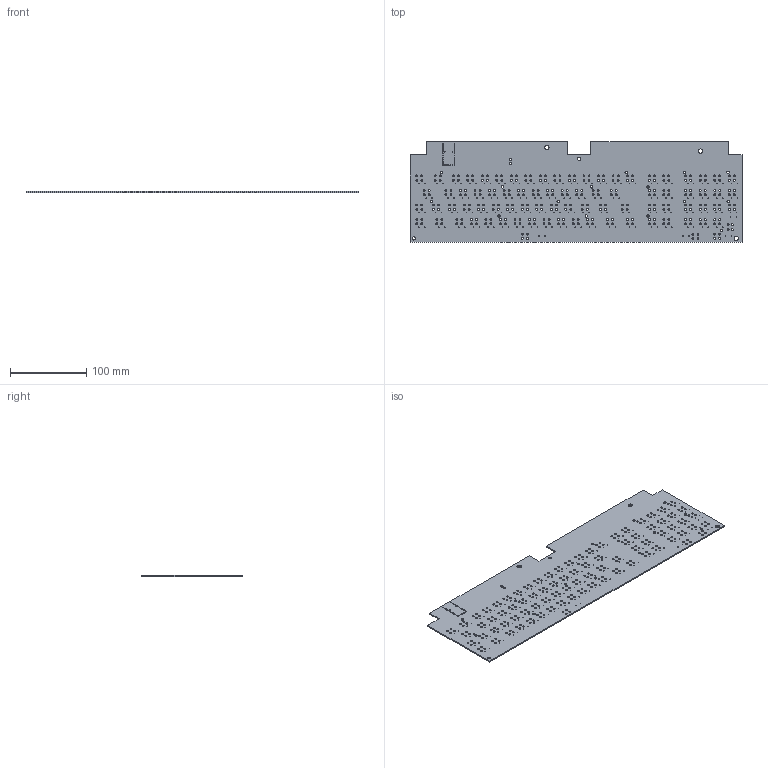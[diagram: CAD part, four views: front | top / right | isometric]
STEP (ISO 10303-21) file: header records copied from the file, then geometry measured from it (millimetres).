
FILE_DESCRIPTION(('KiCad electronic assembly'),'2;1');
FILE_NAME('pcb.step','2021-03-28T20:30:59',('An Author'),('A Company'), 'Open CASCADE STEP processor 7.5','KiCad to STEP converter','Unknown' );
FILE_SCHEMA(('AUTOMOTIVE_DESIGN { 1 0 10303 214 1 1 1 1 }'));
Length unit declared in the file: millimetre
Products named in the file (2): Open CASCADE STEP translator 7.5 1; COMPOUND
Assembly tree (1 placements, depth 2):
  Open CASCADE STEP translator 7.5 1
    COMPOUND
Bounding box: 434.16 x 132.02 x 1.6 mm (x, y, z)
Volume: 86601.6 mm3; surface area: 115449.8 mm2
Topology: 1 solids, 1 shells, 565 faces, 1689 edges, 1126 vertices
Faces by surface type: cylinder 551, plane 14
Full cylindrical faces by diameter (mm): 0.7 x166, 1.1 x31, 2.5 x332, 3.2 x17, 4 x1, 4.3 x1, 5.8 x3
Entity records: 47219 total; most frequent: CARTESIAN_POINT 13372, DIRECTION 6201, ORIENTED_EDGE 3378, PCURVE 3378, DEFINITIONAL_REPRESENTATION 3378, LINE 2863, VECTOR 2863, EDGE_CURVE 1689
